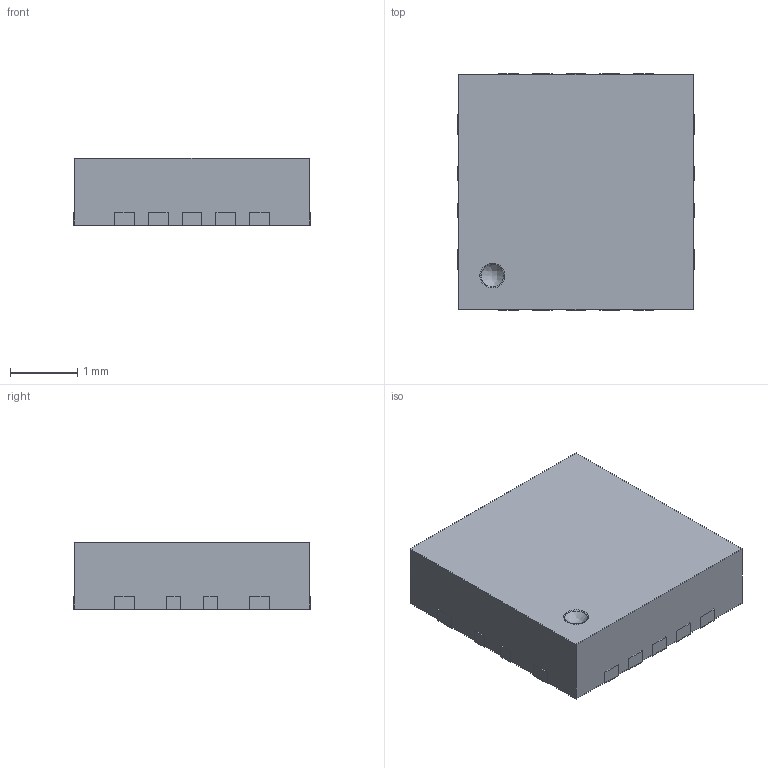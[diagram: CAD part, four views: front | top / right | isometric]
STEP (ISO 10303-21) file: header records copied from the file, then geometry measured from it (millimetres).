
FILE_DESCRIPTION (( 'STEP AP214' ), '1' );
FILE_NAME ('User Library-QFN-14_Therm.STEP', '2021-10-28T03:29:53', ( '' ), ( '' ), 'SwSTEP 2.0', 'SolidWorks 2021', '' );
FILE_SCHEMA (( 'AUTOMOTIVE_DESIGN' ));
Length unit declared in the file: millimetre
Products named in the file (3): Fillet; User Library-QFN-14_Therm; Fusion
Assembly tree (2 placements, depth 2):
  User Library-QFN-14_Therm
    Fusion
    Fillet
Bounding box: 3.5 x 3.5 x 1 mm (x, y, z)
Surface area: 58 mm2
Topology: 16 solids, 16 shells, 144 faces, 333 edges, 222 vertices
Faces by surface type: plane 113, cylinder 28, bspline 3
Entity records: 6036 total; most frequent: CARTESIAN_POINT 893, DIRECTION 675, ORIENTED_EDGE 666, EDGE_CURVE 333, LINE 271, VECTOR 271, VERTEX_POINT 222, AXIS2_PLACEMENT_3D 202
